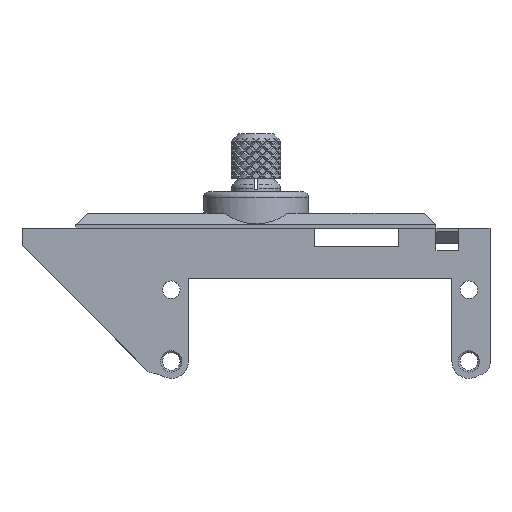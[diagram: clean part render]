
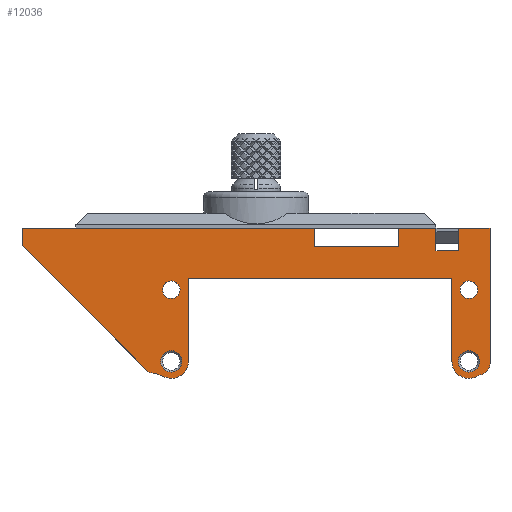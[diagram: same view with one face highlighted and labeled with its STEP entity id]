
A CAD part, top view. The second image highlights one B-rep face of the part: STEP entity #12036.
In plain terms, the highlighted planar face has unit normal (0, 0, 1).
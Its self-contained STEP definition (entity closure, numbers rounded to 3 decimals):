
#388=FACE_BOUND('',#2499,.T.);
#389=FACE_BOUND('',#2500,.T.);
#390=FACE_BOUND('',#2501,.T.);
#391=FACE_BOUND('',#2502,.T.);
#444=PLANE('',#12770);
#1697=FACE_OUTER_BOUND('',#2498,.T.);
#2498=EDGE_LOOP('',(#10973,#10974,#10975,#10976,#10977,#10978,#10979,#10980,
#10981,#10982,#10983,#10984,#10985,#10986,#10987,#10988,#10989,#10990,#10991,
#10992,#10993));
#2499=EDGE_LOOP('',(#10994));
#2500=EDGE_LOOP('',(#10995));
#2501=EDGE_LOOP('',(#10996));
#2502=EDGE_LOOP('',(#10997));
#2718=CIRCLE('',#12769,2.85);
#2719=CIRCLE('',#12771,3.);
#2720=CIRCLE('',#12772,8.5);
#2721=CIRCLE('',#12773,4.55);
#2722=CIRCLE('',#12774,4.55);
#2723=CIRCLE('',#12775,8.5);
#2724=CIRCLE('',#12776,3.);
#2725=CIRCLE('',#12777,2.85);
#2726=CIRCLE('',#12778,2.35);
#2727=CIRCLE('',#12779,2.35);
#4020=LINE('',#43335,#4462);
#4028=LINE('',#43355,#4470);
#4032=LINE('',#43363,#4474);
#4074=LINE('',#43496,#4516);
#4075=LINE('',#43498,#4517);
#4076=LINE('',#43500,#4518);
#4077=LINE('',#43507,#4519);
#4078=LINE('',#43509,#4520);
#4079=LINE('',#43511,#4521);
#4080=LINE('',#43512,#4522);
#4081=LINE('',#43514,#4523);
#4082=LINE('',#43516,#4524);
#4083=LINE('',#43518,#4525);
#4084=LINE('',#43519,#4526);
#4085=LINE('',#43520,#4527);
#4462=VECTOR('',#14404,10.);
#4470=VECTOR('',#14420,10.);
#4474=VECTOR('',#14424,10.);
#4516=VECTOR('',#14548,10.);
#4517=VECTOR('',#14549,10.);
#4518=VECTOR('',#14550,10.);
#4519=VECTOR('',#14557,10.);
#4520=VECTOR('',#14558,10.);
#4521=VECTOR('',#14559,10.);
#4522=VECTOR('',#14560,10.);
#4523=VECTOR('',#14561,10.);
#4524=VECTOR('',#14562,10.);
#4525=VECTOR('',#14563,10.);
#4526=VECTOR('',#14564,10.);
#4527=VECTOR('',#14565,10.);
#5548=VERTEX_POINT('',#43332);
#5549=VERTEX_POINT('',#43334);
#5556=VERTEX_POINT('',#43352);
#5557=VERTEX_POINT('',#43354);
#5560=VERTEX_POINT('',#43360);
#5561=VERTEX_POINT('',#43362);
#5606=VERTEX_POINT('',#43484);
#5607=VERTEX_POINT('',#43488);
#5608=VERTEX_POINT('',#43489);
#5609=VERTEX_POINT('',#43491);
#5610=VERTEX_POINT('',#43493);
#5611=VERTEX_POINT('',#43495);
#5612=VERTEX_POINT('',#43497);
#5613=VERTEX_POINT('',#43499);
#5614=VERTEX_POINT('',#43501);
#5615=VERTEX_POINT('',#43503);
#5616=VERTEX_POINT('',#43505);
#5617=VERTEX_POINT('',#43508);
#5618=VERTEX_POINT('',#43510);
#5619=VERTEX_POINT('',#43513);
#5620=VERTEX_POINT('',#43515);
#5621=VERTEX_POINT('',#43517);
#5622=VERTEX_POINT('',#43521);
#5623=VERTEX_POINT('',#43523);
#5624=VERTEX_POINT('',#43525);
#7335=EDGE_CURVE('',#5549,#5548,#4020,.T.);
#7345=EDGE_CURVE('',#5557,#5556,#4028,.T.);
#7349=EDGE_CURVE('',#5561,#5560,#4032,.T.);
#7412=EDGE_CURVE('',#5606,#5606,#2718,.T.);
#7413=EDGE_CURVE('',#5607,#5608,#2719,.T.);
#7414=EDGE_CURVE('',#5609,#5607,#2720,.T.);
#7415=EDGE_CURVE('',#5609,#5610,#2721,.T.);
#7416=EDGE_CURVE('',#5610,#5611,#4074,.T.);
#7417=EDGE_CURVE('',#5611,#5612,#4075,.T.);
#7418=EDGE_CURVE('',#5613,#5612,#4076,.T.);
#7419=EDGE_CURVE('',#5613,#5614,#2722,.T.);
#7420=EDGE_CURVE('',#5614,#5615,#2723,.F.);
#7421=EDGE_CURVE('',#5616,#5615,#2724,.T.);
#7422=EDGE_CURVE('',#5616,#5561,#4077,.T.);
#7423=EDGE_CURVE('',#5560,#5617,#4078,.T.);
#7424=EDGE_CURVE('',#5617,#5618,#4079,.T.);
#7425=EDGE_CURVE('',#5618,#5557,#4080,.T.);
#7426=EDGE_CURVE('',#5556,#5619,#4081,.T.);
#7427=EDGE_CURVE('',#5619,#5620,#4082,.T.);
#7428=EDGE_CURVE('',#5620,#5621,#4083,.T.);
#7429=EDGE_CURVE('',#5621,#5549,#4084,.T.);
#7430=EDGE_CURVE('',#5608,#5548,#4085,.T.);
#7431=EDGE_CURVE('',#5622,#5622,#2725,.T.);
#7432=EDGE_CURVE('',#5623,#5623,#2726,.F.);
#7433=EDGE_CURVE('',#5624,#5624,#2727,.F.);
#10973=ORIENTED_EDGE('',*,*,#7413,.F.);
#10974=ORIENTED_EDGE('',*,*,#7414,.F.);
#10975=ORIENTED_EDGE('',*,*,#7415,.T.);
#10976=ORIENTED_EDGE('',*,*,#7416,.T.);
#10977=ORIENTED_EDGE('',*,*,#7417,.T.);
#10978=ORIENTED_EDGE('',*,*,#7418,.F.);
#10979=ORIENTED_EDGE('',*,*,#7419,.T.);
#10980=ORIENTED_EDGE('',*,*,#7420,.T.);
#10981=ORIENTED_EDGE('',*,*,#7421,.F.);
#10982=ORIENTED_EDGE('',*,*,#7422,.T.);
#10983=ORIENTED_EDGE('',*,*,#7349,.T.);
#10984=ORIENTED_EDGE('',*,*,#7423,.T.);
#10985=ORIENTED_EDGE('',*,*,#7424,.T.);
#10986=ORIENTED_EDGE('',*,*,#7425,.T.);
#10987=ORIENTED_EDGE('',*,*,#7345,.T.);
#10988=ORIENTED_EDGE('',*,*,#7426,.T.);
#10989=ORIENTED_EDGE('',*,*,#7427,.T.);
#10990=ORIENTED_EDGE('',*,*,#7428,.T.);
#10991=ORIENTED_EDGE('',*,*,#7429,.T.);
#10992=ORIENTED_EDGE('',*,*,#7335,.T.);
#10993=ORIENTED_EDGE('',*,*,#7430,.F.);
#10994=ORIENTED_EDGE('',*,*,#7431,.F.);
#10995=ORIENTED_EDGE('',*,*,#7432,.F.);
#10996=ORIENTED_EDGE('',*,*,#7433,.F.);
#10997=ORIENTED_EDGE('',*,*,#7412,.F.);
#12036=ADVANCED_FACE('',(#1697,#388,#389,#390,#391),#444,.F.);
#12769=AXIS2_PLACEMENT_3D('',#43486,#14538,#14539);
#12770=AXIS2_PLACEMENT_3D('',#43487,#14540,#14541);
#12771=AXIS2_PLACEMENT_3D('',#43490,#14542,#14543);
#12772=AXIS2_PLACEMENT_3D('',#43492,#14544,#14545);
#12773=AXIS2_PLACEMENT_3D('',#43494,#14546,#14547);
#12774=AXIS2_PLACEMENT_3D('',#43502,#14551,#14552);
#12775=AXIS2_PLACEMENT_3D('',#43504,#14553,#14554);
#12776=AXIS2_PLACEMENT_3D('',#43506,#14555,#14556);
#12777=AXIS2_PLACEMENT_3D('',#43522,#14566,#14567);
#12778=AXIS2_PLACEMENT_3D('',#43524,#14568,#14569);
#12779=AXIS2_PLACEMENT_3D('',#43526,#14570,#14571);
#14404=DIRECTION('',(0.,-1.,0.));
#14420=DIRECTION('',(-1.,0.,0.));
#14424=DIRECTION('',(-1.,0.,0.));
#14538=DIRECTION('center_axis',(0.,0.,1.));
#14539=DIRECTION('ref_axis',(1.,0.,0.));
#14540=DIRECTION('center_axis',(0.,0.,-1.));
#14541=DIRECTION('ref_axis',(1.,0.,0.));
#14542=DIRECTION('center_axis',(0.,0.,-1.));
#14543=DIRECTION('ref_axis',(-0.443,-0.897,0.));
#14544=DIRECTION('center_axis',(0.,0.,1.));
#14545=DIRECTION('ref_axis',(0.458,0.889,0.));
#14546=DIRECTION('center_axis',(0.,0.,1.));
#14547=DIRECTION('ref_axis',(1.,0.,0.));
#14548=DIRECTION('',(0.,1.,0.));
#14549=DIRECTION('',(1.,0.,0.));
#14550=DIRECTION('',(0.,1.,0.));
#14551=DIRECTION('center_axis',(0.,0.,1.));
#14552=DIRECTION('ref_axis',(1.,0.,0.));
#14553=DIRECTION('center_axis',(0.,0.,1.));
#14554=DIRECTION('ref_axis',(-0.459,0.888,0.));
#14555=DIRECTION('center_axis',(0.,0.,-1.));
#14556=DIRECTION('ref_axis',(0.804,-0.594,0.));
#14557=DIRECTION('',(0.,1.,0.));
#14558=DIRECTION('',(0.,-1.,0.));
#14559=DIRECTION('',(-1.,0.,0.));
#14560=DIRECTION('',(0.,1.,0.));
#14561=DIRECTION('',(0.,-1.,0.));
#14562=DIRECTION('',(-1.,0.,0.));
#14563=DIRECTION('',(0.,1.,0.));
#14564=DIRECTION('',(-1.,0.,0.));
#14565=DIRECTION('',(-0.707,0.707,0.));
#14566=DIRECTION('center_axis',(0.,0.,1.));
#14567=DIRECTION('ref_axis',(1.,0.,0.));
#14568=DIRECTION('center_axis',(0.,0.,-1.));
#14569=DIRECTION('ref_axis',(1.,0.,0.));
#14570=DIRECTION('center_axis',(0.,0.,-1.));
#14571=DIRECTION('ref_axis',(1.,0.,0.));
#43332=CARTESIAN_POINT('',(96.5,120.35,78.862));
#43334=CARTESIAN_POINT('',(96.5,125.009,78.862));
#43335=CARTESIAN_POINT('',(96.5,122.362,78.862));
#43352=CARTESIAN_POINT('',(196.975,125.009,78.862));
#43354=CARTESIAN_POINT('',(206.9,125.009,78.862));
#43355=CARTESIAN_POINT('',(221.3,125.009,78.862));
#43360=CARTESIAN_POINT('',(212.9,125.009,78.862));
#43362=CARTESIAN_POINT('',(221.3,125.009,78.862));
#43363=CARTESIAN_POINT('',(221.3,125.009,78.862));
#43484=CARTESIAN_POINT('',(133.463,89.45,78.862));
#43486=CARTESIAN_POINT('Origin',(136.313,89.45,78.862));
#43487=CARTESIAN_POINT('Origin',(158.9,105.679,78.862));
#43488=CARTESIAN_POINT('',(131.447,86.278,78.862));
#43489=CARTESIAN_POINT('',(129.719,87.131,78.862));
#43490=CARTESIAN_POINT('Origin',(131.841,89.252,78.862));
#43491=CARTESIAN_POINT('',(134.227,85.406,78.862));
#43492=CARTESIAN_POINT('Origin',(130.331,77.852,78.862));
#43493=CARTESIAN_POINT('',(140.863,89.45,78.862));
#43494=CARTESIAN_POINT('Origin',(136.313,89.45,78.862));
#43495=CARTESIAN_POINT('',(140.863,111.65,78.862));
#43496=CARTESIAN_POINT('',(140.863,114.009,78.862));
#43497=CARTESIAN_POINT('',(211.138,111.65,78.862));
#43498=CARTESIAN_POINT('',(95.883,111.65,78.862));
#43499=CARTESIAN_POINT('',(211.138,89.45,78.862));
#43500=CARTESIAN_POINT('',(211.138,83.009,78.862));
#43501=CARTESIAN_POINT('',(217.778,85.409,78.862));
#43502=CARTESIAN_POINT('Origin',(215.688,89.45,78.862));
#43503=CARTESIAN_POINT('',(219.182,85.983,78.862));
#43504=CARTESIAN_POINT('Origin',(221.683,77.859,78.862));
#43505=CARTESIAN_POINT('',(221.3,88.85,78.862));
#43506=CARTESIAN_POINT('Origin',(218.3,88.85,78.862));
#43507=CARTESIAN_POINT('',(221.3,115.009,78.862));
#43508=CARTESIAN_POINT('',(212.9,119.009,78.862));
#43509=CARTESIAN_POINT('',(212.9,113.344,78.862));
#43510=CARTESIAN_POINT('',(206.9,119.009,78.862));
#43511=CARTESIAN_POINT('',(184.4,119.009,78.862));
#43512=CARTESIAN_POINT('',(206.9,113.344,78.862));
#43513=CARTESIAN_POINT('',(196.975,120.009,78.862));
#43514=CARTESIAN_POINT('',(196.975,112.844,78.862));
#43515=CARTESIAN_POINT('',(174.575,120.009,78.862));
#43516=CARTESIAN_POINT('',(166.738,120.009,78.862));
#43517=CARTESIAN_POINT('',(174.575,125.009,78.862));
#43518=CARTESIAN_POINT('',(174.575,115.344,78.862));
#43519=CARTESIAN_POINT('',(221.3,125.009,78.862));
#43520=CARTESIAN_POINT('',(124.268,92.582,78.862));
#43521=CARTESIAN_POINT('',(212.838,89.45,78.862));
#43522=CARTESIAN_POINT('Origin',(215.688,89.45,78.862));
#43523=CARTESIAN_POINT('',(213.338,108.55,78.862));
#43524=CARTESIAN_POINT('Origin',(215.688,108.55,78.862));
#43525=CARTESIAN_POINT('',(133.963,108.55,78.862));
#43526=CARTESIAN_POINT('Origin',(136.313,108.55,78.862));
